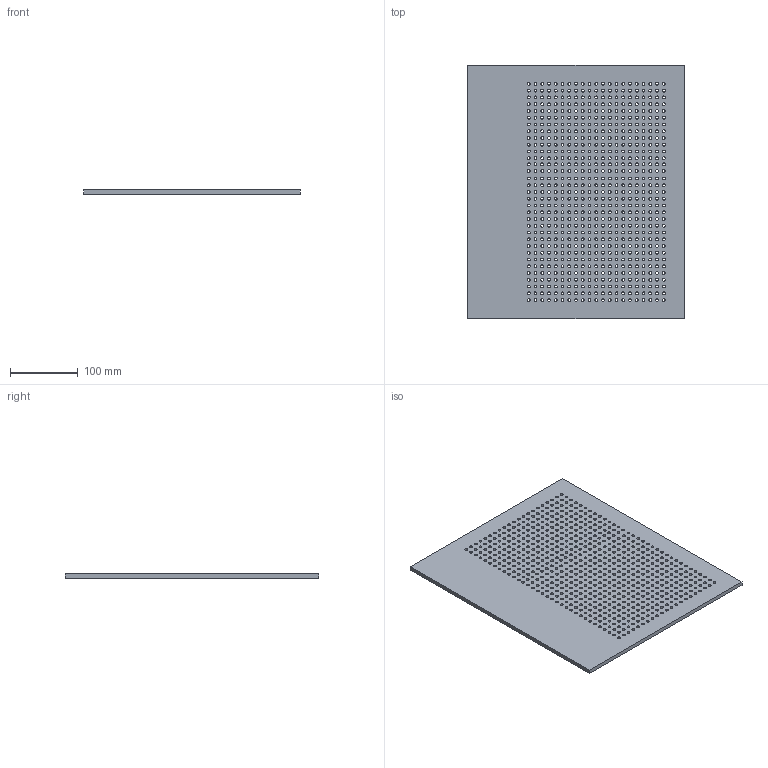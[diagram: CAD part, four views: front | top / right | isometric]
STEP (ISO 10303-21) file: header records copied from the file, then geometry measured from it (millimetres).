
FILE_DESCRIPTION(('FreeCAD Model'),'2;1');
FILE_NAME('Open CASCADE Shape Model','2024-10-14T23:12:04',(''),(''), 'Open CASCADE STEP processor 7.6','FreeCAD','Unknown');
FILE_SCHEMA(('CONFIG_CONTROL_DESIGN','SHAPE_APPEARANCE_LAYER_MIM'));
Length unit declared in the file: millimetre
Products named in the file (1): PerforatedBasePlate
Bounding box: 320 x 375 x 6 mm (x, y, z)
Volume: 662393.3 mm3; surface area: 284001.3 mm2
Topology: 1 solids, 1 shells, 699 faces, 2091 edges, 1394 vertices
Faces by surface type: cylinder 693, plane 6
Full cylindrical faces by diameter (mm): 4.2 x693
Entity records: 27235 total; most frequent: DIRECTION 4877, CARTESIAN_POINT 4185, ORIENTED_EDGE 4182, EDGE_CURVE 2091, AXIS2_PLACEMENT_3D 2086, FACE_BOUND 2085, EDGE_LOOP 2085, VERTEX_POINT 1394
